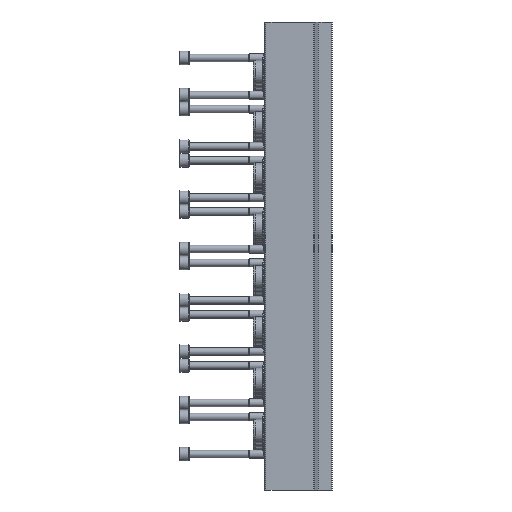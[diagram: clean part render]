
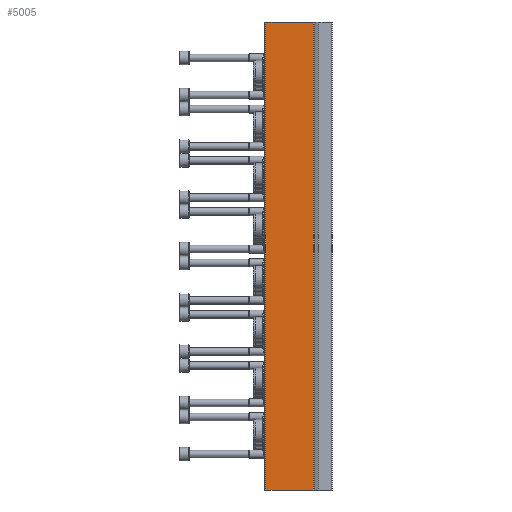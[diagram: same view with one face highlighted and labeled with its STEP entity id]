
A CAD part, left-side view. The second image highlights one B-rep face of the part: STEP entity #5005.
In plain terms, the highlighted planar face has unit normal (-1, 0, 0).
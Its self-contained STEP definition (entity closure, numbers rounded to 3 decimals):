
#242=PLANE('',#5392);
#756=ORIENTED_EDGE('',*,*,#2042,.F.);
#757=ORIENTED_EDGE('',*,*,#2041,.F.);
#758=ORIENTED_EDGE('',*,*,#2043,.T.);
#759=ORIENTED_EDGE('',*,*,#2044,.T.);
#2041=EDGE_CURVE('',#2684,#2682,#3156,.T.);
#2042=EDGE_CURVE('',#2682,#2685,#3157,.T.);
#2043=EDGE_CURVE('',#2684,#2686,#3158,.T.);
#2044=EDGE_CURVE('',#2686,#2685,#3159,.T.);
#2682=VERTEX_POINT('',#8181);
#2684=VERTEX_POINT('',#8185);
#2685=VERTEX_POINT('',#8189);
#2686=VERTEX_POINT('',#8191);
#3156=LINE('',#8186,#3456);
#3157=LINE('',#8188,#3457);
#3158=LINE('',#8190,#3458);
#3159=LINE('',#8192,#3459);
#3456=VECTOR('',#6079,1000.);
#3457=VECTOR('',#6082,1000.);
#3458=VECTOR('',#6083,1000.);
#3459=VECTOR('',#6084,1000.);
#3778=EDGE_LOOP('',(#756,#757,#758,#759));
#4338=FACE_BOUND('',#3778,.T.);
#5005=ADVANCED_FACE('',(#4338),#242,.T.);
#5392=AXIS2_PLACEMENT_3D('',#8187,#6080,#6081);
#6079=DIRECTION('',(0.,0.,1.));
#6080=DIRECTION('',(-1.,0.,0.));
#6081=DIRECTION('',(0.,0.,1.));
#6082=DIRECTION('',(0.,-1.,0.));
#6083=DIRECTION('',(0.,-1.,0.));
#6084=DIRECTION('',(0.,0.,1.));
#8181=CARTESIAN_POINT('',(-47.,41.5,0.));
#8185=CARTESIAN_POINT('',(-47.,41.5,-292.));
#8186=CARTESIAN_POINT('',(-47.,41.5,-292.));
#8187=CARTESIAN_POINT('',(-47.,41.5,-292.));
#8188=CARTESIAN_POINT('',(-47.,41.5,0.));
#8189=CARTESIAN_POINT('',(-47.,11.858,0.));
#8190=CARTESIAN_POINT('',(-47.,41.5,-292.));
#8191=CARTESIAN_POINT('',(-47.,11.858,-292.));
#8192=CARTESIAN_POINT('',(-47.,11.858,-292.));
